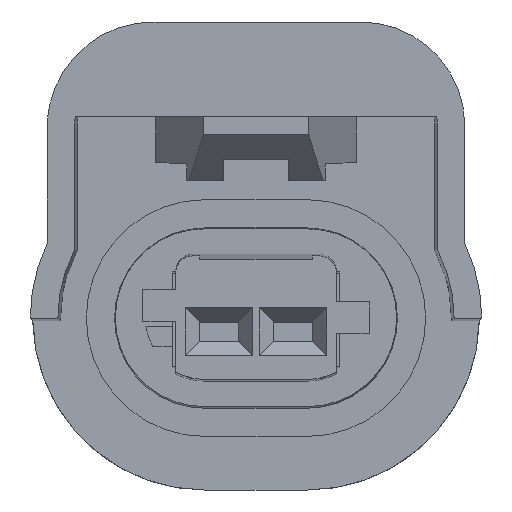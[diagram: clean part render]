
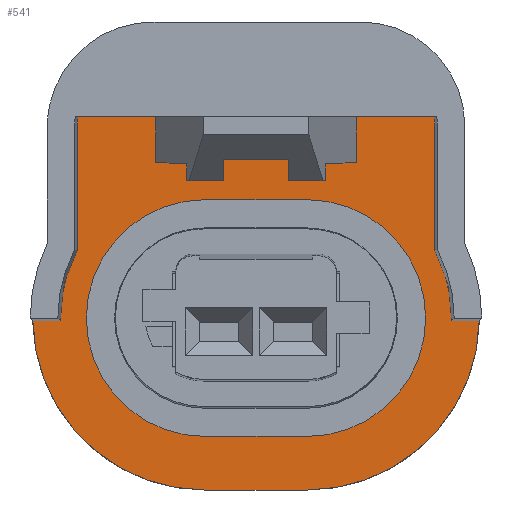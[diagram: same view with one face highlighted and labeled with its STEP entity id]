
A CAD part, front view. The second image highlights one B-rep face of the part: STEP entity #541.
In plain terms, the highlighted planar face has unit normal (0, -1, 0).
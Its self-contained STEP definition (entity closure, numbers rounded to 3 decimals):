
#541=ADVANCED_FACE('',(#935,#936),#778,.F.);
#778=PLANE('',#5102);
#935=FACE_BOUND('',#1023,.T.);
#936=FACE_BOUND('',#1024,.T.);
#1023=EDGE_LOOP('',(#1702,#1703,#1704,#1705,#1706,#1707,#1708,#1709));
#1024=EDGE_LOOP('',(#1710,#1711,#1712,#1713,#1714,#1715,#1716,#1717,#1718,
#1719,#1720,#1721,#1722,#1723,#1724,#1725,#1726,#1727,#1728,#1729));
#1219=CIRCLE('',#5040,8.125);
#1224=CIRCLE('',#5048,6.825);
#1229=CIRCLE('',#5056,8.125);
#1231=CIRCLE('',#5059,6.825);
#1236=CIRCLE('',#5084,3.5);
#1238=CIRCLE('',#5087,3.5);
#1241=CIRCLE('',#5100,4.675);
#1242=CIRCLE('',#5101,4.675);
#1702=ORIENTED_EDGE('',*,*,#3418,.T.);
#1703=ORIENTED_EDGE('',*,*,#3419,.T.);
#1704=ORIENTED_EDGE('',*,*,#3420,.T.);
#1705=ORIENTED_EDGE('',*,*,#3421,.T.);
#1706=ORIENTED_EDGE('',*,*,#3422,.F.);
#1707=ORIENTED_EDGE('',*,*,#3423,.T.);
#1708=ORIENTED_EDGE('',*,*,#3424,.F.);
#1709=ORIENTED_EDGE('',*,*,#3425,.T.);
#1710=ORIENTED_EDGE('',*,*,#3405,.F.);
#1711=ORIENTED_EDGE('',*,*,#3297,.F.);
#1712=ORIENTED_EDGE('',*,*,#3393,.F.);
#1713=ORIENTED_EDGE('',*,*,#3391,.T.);
#1714=ORIENTED_EDGE('',*,*,#3381,.T.);
#1715=ORIENTED_EDGE('',*,*,#3349,.F.);
#1716=ORIENTED_EDGE('',*,*,#3343,.F.);
#1717=ORIENTED_EDGE('',*,*,#3357,.T.);
#1718=ORIENTED_EDGE('',*,*,#3385,.T.);
#1719=ORIENTED_EDGE('',*,*,#3366,.T.);
#1720=ORIENTED_EDGE('',*,*,#3375,.F.);
#1721=ORIENTED_EDGE('',*,*,#3373,.F.);
#1722=ORIENTED_EDGE('',*,*,#3379,.T.);
#1723=ORIENTED_EDGE('',*,*,#3388,.F.);
#1724=ORIENTED_EDGE('',*,*,#3395,.T.);
#1725=ORIENTED_EDGE('',*,*,#3313,.F.);
#1726=ORIENTED_EDGE('',*,*,#3403,.F.);
#1727=ORIENTED_EDGE('',*,*,#3309,.T.);
#1728=ORIENTED_EDGE('',*,*,#3426,.T.);
#1729=ORIENTED_EDGE('',*,*,#3285,.T.);
#2779=VERTEX_POINT('',#6911);
#2780=VERTEX_POINT('',#6913);
#2789=VERTEX_POINT('',#6941);
#2791=VERTEX_POINT('',#6951);
#2792=VERTEX_POINT('',#6961);
#2803=VERTEX_POINT('',#6997);
#2804=VERTEX_POINT('',#7004);
#2807=VERTEX_POINT('',#7015);
#2831=VERTEX_POINT('',#7099);
#2833=VERTEX_POINT('',#7103);
#2835=VERTEX_POINT('',#7108);
#2845=VERTEX_POINT('',#7134);
#2847=VERTEX_POINT('',#7139);
#2854=VERTEX_POINT('',#7156);
#2855=VERTEX_POINT('',#7160);
#2861=VERTEX_POINT('',#7171);
#2862=VERTEX_POINT('',#7187);
#2865=VERTEX_POINT('',#7201);
#2869=VERTEX_POINT('',#7216);
#2870=VERTEX_POINT('',#7220);
#2888=VERTEX_POINT('',#7275);
#2889=VERTEX_POINT('',#7276);
#2890=VERTEX_POINT('',#7278);
#2891=VERTEX_POINT('',#7280);
#2892=VERTEX_POINT('',#7282);
#2893=VERTEX_POINT('',#7284);
#2894=VERTEX_POINT('',#7286);
#2895=VERTEX_POINT('',#7288);
#3285=EDGE_CURVE('',#2780,#2779,#1219,.T.);
#3297=EDGE_CURVE('',#2791,#2789,#1224,.T.);
#3309=EDGE_CURVE('',#2792,#2803,#1229,.T.);
#3313=EDGE_CURVE('',#2807,#2804,#1231,.T.);
#3343=EDGE_CURVE('',#2833,#2831,#3984,.T.);
#3349=EDGE_CURVE('',#2831,#2835,#3990,.T.);
#3357=EDGE_CURVE('',#2833,#2845,#3997,.T.);
#3366=EDGE_CURVE('',#2847,#2854,#4005,.T.);
#3373=EDGE_CURVE('',#2861,#2855,#4012,.T.);
#3375=EDGE_CURVE('',#2855,#2854,#4014,.T.);
#3379=EDGE_CURVE('',#2861,#2865,#4016,.T.);
#3381=EDGE_CURVE('',#2862,#2835,#4018,.T.);
#3385=EDGE_CURVE('',#2845,#2847,#4022,.T.);
#3388=EDGE_CURVE('',#2869,#2865,#1236,.T.);
#3391=EDGE_CURVE('',#2870,#2862,#1238,.T.);
#3393=EDGE_CURVE('',#2870,#2791,#4026,.T.);
#3395=EDGE_CURVE('',#2869,#2804,#4028,.T.);
#3403=EDGE_CURVE('',#2792,#2807,#4036,.T.);
#3405=EDGE_CURVE('',#2789,#2779,#4038,.T.);
#3418=EDGE_CURVE('',#2888,#2889,#1241,.T.);
#3419=EDGE_CURVE('',#2889,#2890,#4047,.T.);
#3420=EDGE_CURVE('',#2890,#2891,#1242,.T.);
#3421=EDGE_CURVE('',#2891,#2892,#4048,.T.);
#3422=EDGE_CURVE('',#2893,#2892,#4049,.T.);
#3423=EDGE_CURVE('',#2893,#2894,#4050,.T.);
#3424=EDGE_CURVE('',#2895,#2894,#4051,.T.);
#3425=EDGE_CURVE('',#2895,#2888,#4052,.T.);
#3426=EDGE_CURVE('',#2803,#2780,#4053,.T.);
#3984=LINE('',#7104,#4552);
#3990=LINE('',#7116,#4558);
#3997=LINE('',#7135,#4565);
#4005=LINE('',#7157,#4573);
#4012=LINE('',#7172,#4580);
#4014=LINE('',#7175,#4582);
#4016=LINE('',#7202,#4584);
#4018=LINE('',#7204,#4586);
#4022=LINE('',#7211,#4590);
#4026=LINE('',#7226,#4594);
#4028=LINE('',#7229,#4596);
#4036=LINE('',#7243,#4604);
#4038=LINE('',#7246,#4606);
#4047=LINE('',#7277,#4615);
#4048=LINE('',#7281,#4616);
#4049=LINE('',#7283,#4617);
#4050=LINE('',#7285,#4618);
#4051=LINE('',#7287,#4619);
#4052=LINE('',#7289,#4620);
#4053=LINE('',#7290,#4621);
#4552=VECTOR('',#5666,1.);
#4558=VECTOR('',#5674,1.);
#4565=VECTOR('',#5683,1.);
#4573=VECTOR('',#5693,1.);
#4580=VECTOR('',#5702,1.);
#4582=VECTOR('',#5706,1.);
#4584=VECTOR('',#5710,1.);
#4586=VECTOR('',#5712,1.);
#4590=VECTOR('',#5718,1.);
#4594=VECTOR('',#5736,1.);
#4596=VECTOR('',#5740,1.);
#4604=VECTOR('',#5752,1.);
#4606=VECTOR('',#5756,1.);
#4615=VECTOR('',#5781,1.);
#4616=VECTOR('',#5784,1.);
#4617=VECTOR('',#5785,1.);
#4618=VECTOR('',#5786,1.);
#4619=VECTOR('',#5787,1.);
#4620=VECTOR('',#5788,1.);
#4621=VECTOR('',#5789,1.);
#5040=AXIS2_PLACEMENT_3D('',#6912,#5579,#5580);
#5048=AXIS2_PLACEMENT_3D('',#6952,#5596,#5597);
#5056=AXIS2_PLACEMENT_3D('',#6998,#5613,#5614);
#5059=AXIS2_PLACEMENT_3D('',#7016,#5619,#5620);
#5084=AXIS2_PLACEMENT_3D('',#7217,#5724,#5725);
#5087=AXIS2_PLACEMENT_3D('',#7223,#5731,#5732);
#5100=AXIS2_PLACEMENT_3D('',#7274,#5779,#5780);
#5101=AXIS2_PLACEMENT_3D('',#7279,#5782,#5783);
#5102=AXIS2_PLACEMENT_3D('',#7291,#5790,#5791);
#5579=DIRECTION('',(0.,-1.,0.));
#5580=DIRECTION('',(0.,0.,1.));
#5596=DIRECTION('',(0.,1.,0.));
#5597=DIRECTION('',(0.,0.,1.));
#5613=DIRECTION('',(0.,-1.,0.));
#5614=DIRECTION('',(0.,0.,1.));
#5619=DIRECTION('',(0.,1.,0.));
#5620=DIRECTION('',(0.,0.,1.));
#5666=DIRECTION('',(1.,0.,0.));
#5674=DIRECTION('',(0.,0.,1.));
#5683=DIRECTION('',(0.,0.,1.));
#5693=DIRECTION('',(0.,0.,-1.));
#5702=DIRECTION('',(0.,0.,-1.));
#5706=DIRECTION('',(1.,0.,0.));
#5710=DIRECTION('',(-1.,0.,0.));
#5712=DIRECTION('',(-1.,0.,0.));
#5718=DIRECTION('',(-1.,0.,0.));
#5724=DIRECTION('',(0.,1.,0.));
#5725=DIRECTION('',(0.,0.,1.));
#5731=DIRECTION('',(0.,-1.,0.));
#5732=DIRECTION('',(0.,0.,1.));
#5736=DIRECTION('',(0.,0.,-1.));
#5740=DIRECTION('',(0.,0.,-1.));
#5752=DIRECTION('',(1.,0.,0.));
#5756=DIRECTION('',(1.,0.,0.));
#5779=DIRECTION('',(0.,1.,0.));
#5780=DIRECTION('',(0.,0.,1.));
#5781=DIRECTION('',(-1.,0.,0.));
#5782=DIRECTION('',(0.,1.,0.));
#5783=DIRECTION('',(0.,0.,1.));
#5784=DIRECTION('',(1.,0.,0.));
#5785=DIRECTION('',(0.,0.,1.));
#5786=DIRECTION('',(1.,0.,0.));
#5787=DIRECTION('',(0.,0.,-1.));
#5788=DIRECTION('',(1.,0.,0.));
#5789=DIRECTION('',(1.,0.,0.));
#5790=DIRECTION('',(0.,1.,0.));
#5791=DIRECTION('',(0.,0.,-1.));
#6911=CARTESIAN_POINT('',(10.549,11.4,-0.134));
#6912=CARTESIAN_POINT('',(2.425,11.4,-0.016));
#6913=CARTESIAN_POINT('',(2.425,11.4,-8.14));
#6941=CARTESIAN_POINT('',(9.249,11.4,-0.134));
#6951=CARTESIAN_POINT('',(8.449,11.4,3.191));
#6952=CARTESIAN_POINT('',(2.425,11.4,-0.016));
#6961=CARTESIAN_POINT('',(-10.549,11.4,-0.134));
#6997=CARTESIAN_POINT('',(-2.425,11.4,-8.14));
#6998=CARTESIAN_POINT('',(-2.425,11.4,-0.016));
#7004=CARTESIAN_POINT('',(-8.449,11.4,3.191));
#7015=CARTESIAN_POINT('',(-9.249,11.4,-0.134));
#7016=CARTESIAN_POINT('',(-2.425,11.4,-0.016));
#7099=CARTESIAN_POINT('',(4.743,11.4,7.344));
#7103=CARTESIAN_POINT('',(1.554,11.4,7.344));
#7104=CARTESIAN_POINT('',(-0.864,11.4,7.344));
#7108=CARTESIAN_POINT('',(4.743,11.4,9.495));
#7116=CARTESIAN_POINT('',(4.743,11.4,-4.766));
#7134=CARTESIAN_POINT('',(1.554,11.4,9.495));
#7135=CARTESIAN_POINT('',(1.554,11.4,7.093));
#7139=CARTESIAN_POINT('',(-1.554,11.4,9.495));
#7156=CARTESIAN_POINT('',(-1.554,11.4,7.344));
#7157=CARTESIAN_POINT('',(-1.554,11.4,7.093));
#7160=CARTESIAN_POINT('',(-4.743,11.4,7.344));
#7171=CARTESIAN_POINT('',(-4.743,11.4,9.495));
#7172=CARTESIAN_POINT('',(-4.743,11.4,-4.766));
#7175=CARTESIAN_POINT('',(-0.864,11.4,7.344));
#7187=CARTESIAN_POINT('',(8.422,11.4,9.495));
#7201=CARTESIAN_POINT('',(-8.422,11.4,9.495));
#7202=CARTESIAN_POINT('',(-6.228,11.4,9.495));
#7204=CARTESIAN_POINT('',(-6.228,11.4,9.495));
#7211=CARTESIAN_POINT('',(-6.228,11.4,9.495));
#7216=CARTESIAN_POINT('',(-8.449,11.4,9.057));
#7217=CARTESIAN_POINT('',(-4.95,11.4,9.057));
#7220=CARTESIAN_POINT('',(8.449,11.4,9.057));
#7223=CARTESIAN_POINT('',(4.95,11.4,9.057));
#7226=CARTESIAN_POINT('',(8.449,11.4,-4.766));
#7229=CARTESIAN_POINT('',(-8.449,11.4,7.222));
#7243=CARTESIAN_POINT('',(-0.864,11.4,-0.134));
#7246=CARTESIAN_POINT('',(-0.864,11.4,-0.134));
#7274=CARTESIAN_POINT('',(2.425,11.4,-0.016));
#7275=CARTESIAN_POINT('',(2.425,11.4,4.659));
#7276=CARTESIAN_POINT('',(2.425,11.4,-4.691));
#7277=CARTESIAN_POINT('',(7.1,11.4,-4.691));
#7278=CARTESIAN_POINT('',(-2.425,11.4,-4.691));
#7279=CARTESIAN_POINT('',(-2.425,11.4,-0.016));
#7280=CARTESIAN_POINT('',(-2.425,11.4,4.659));
#7281=CARTESIAN_POINT('',(-0.864,11.4,4.659));
#7282=CARTESIAN_POINT('',(-0.9,11.4,4.659));
#7283=CARTESIAN_POINT('',(-0.9,11.4,3.86));
#7284=CARTESIAN_POINT('',(-0.9,11.4,3.897));
#7285=CARTESIAN_POINT('',(-0.791,11.4,3.897));
#7286=CARTESIAN_POINT('',(0.9,11.4,3.897));
#7287=CARTESIAN_POINT('',(0.9,11.4,3.86));
#7288=CARTESIAN_POINT('',(0.9,11.4,4.659));
#7289=CARTESIAN_POINT('',(7.1,11.4,4.659));
#7290=CARTESIAN_POINT('',(-2.425,11.4,-8.14));
#7291=CARTESIAN_POINT('',(-0.864,11.4,-4.766));
